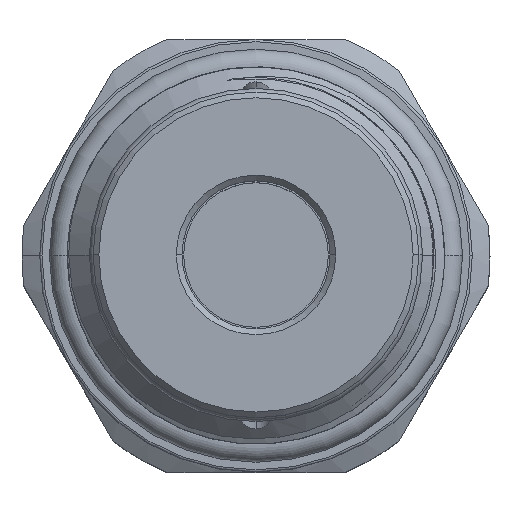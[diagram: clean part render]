
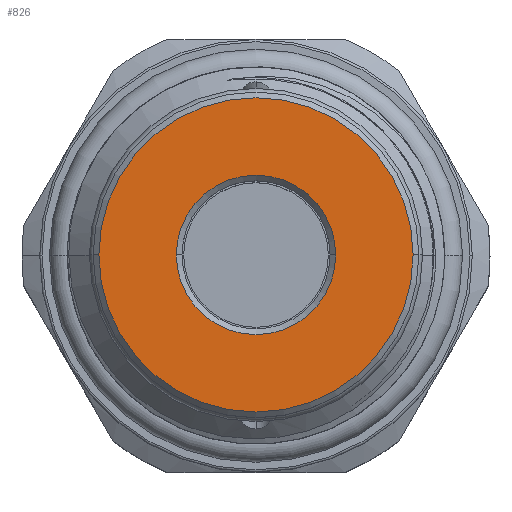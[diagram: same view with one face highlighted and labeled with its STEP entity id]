
A CAD part, top view. The second image highlights one B-rep face of the part: STEP entity #826.
In plain terms, the highlighted planar face has unit normal (0, 0, 1).
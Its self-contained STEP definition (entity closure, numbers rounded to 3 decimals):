
#162 = AXIS2_PLACEMENT_3D ( 'NONE', #5919, #8976, #11058 ) ;
#670 = PLANE ( 'NONE',  #10472 ) ;
#826 = ADVANCED_FACE ( 'NONE', ( #12354, #2931 ), #670, .T. ) ;
#1211 = CIRCLE ( 'NONE', #7576, 13.8 ) ;
#1542 = EDGE_CURVE ( 'NONE', #12349, #8224, #9666, .T. ) ;
#1912 = EDGE_LOOP ( 'NONE', ( #10498, #3416 ) ) ;
#2290 = CARTESIAN_POINT ( 'NONE',  ( 0., 0., 0. ) ) ;
#2436 = CARTESIAN_POINT ( 'NONE',  ( 0., 0., 0. ) ) ;
#2732 = CARTESIAN_POINT ( 'NONE',  ( 0., 0., 0. ) ) ;
#2773 = ORIENTED_EDGE ( 'NONE', *, *, #9562, .T. ) ;
#2931 = FACE_OUTER_BOUND ( 'NONE', #11876, .T. ) ;
#3021 = CARTESIAN_POINT ( 'NONE',  ( 0., 0., 0. ) ) ;
#3154 = CARTESIAN_POINT ( 'NONE',  ( 13.8, 0., 0. ) ) ;
#3276 = CARTESIAN_POINT ( 'NONE',  ( -13.8, 0., 0. ) ) ;
#3416 = ORIENTED_EDGE ( 'NONE', *, *, #1542, .T. ) ;
#3605 = EDGE_CURVE ( 'NONE', #8224, #12349, #5629, .T. ) ;
#4035 = DIRECTION ( 'NONE',  ( 0., 0., 1. ) ) ;
#4954 = AXIS2_PLACEMENT_3D ( 'NONE', #3021, #4035, #6174 ) ;
#5053 = CIRCLE ( 'NONE', #4954, 13.8 ) ;
#5556 = AXIS2_PLACEMENT_3D ( 'NONE', #2436, #9601, #9644 ) ;
#5629 = CIRCLE ( 'NONE', #5556, 7. ) ;
#5801 = DIRECTION ( 'NONE',  ( 0., 0., 1. ) ) ;
#5919 = CARTESIAN_POINT ( 'NONE',  ( 0., 0., 0. ) ) ;
#6174 = DIRECTION ( 'NONE',  ( 1., 0., 0. ) ) ;
#6361 = VERTEX_POINT ( 'NONE', #3276 ) ;
#7550 = ORIENTED_EDGE ( 'NONE', *, *, #12847, .T. ) ;
#7576 = AXIS2_PLACEMENT_3D ( 'NONE', #2290, #9447, #9827 ) ;
#8224 = VERTEX_POINT ( 'NONE', #10595 ) ;
#8976 = DIRECTION ( 'NONE',  ( 0., 0., -1. ) ) ;
#9447 = DIRECTION ( 'NONE',  ( 0., 0., 1. ) ) ;
#9562 = EDGE_CURVE ( 'NONE', #6361, #10779, #1211, .T. ) ;
#9601 = DIRECTION ( 'NONE',  ( 0., 0., -1. ) ) ;
#9644 = DIRECTION ( 'NONE',  ( 1., 0., 0. ) ) ;
#9666 = CIRCLE ( 'NONE', #162, 7. ) ;
#9827 = DIRECTION ( 'NONE',  ( 1., 0., 0. ) ) ;
#10472 = AXIS2_PLACEMENT_3D ( 'NONE', #2732, #5801, #12961 ) ;
#10498 = ORIENTED_EDGE ( 'NONE', *, *, #3605, .T. ) ;
#10595 = CARTESIAN_POINT ( 'NONE',  ( 7., 0., 0. ) ) ;
#10779 = VERTEX_POINT ( 'NONE', #3154 ) ;
#11058 = DIRECTION ( 'NONE',  ( 1., 0., 0. ) ) ;
#11876 = EDGE_LOOP ( 'NONE', ( #2773, #7550 ) ) ;
#12072 = CARTESIAN_POINT ( 'NONE',  ( -7., 0., 0. ) ) ;
#12349 = VERTEX_POINT ( 'NONE', #12072 ) ;
#12354 = FACE_BOUND ( 'NONE', #1912, .T. ) ;
#12847 = EDGE_CURVE ( 'NONE', #10779, #6361, #5053, .T. ) ;
#12961 = DIRECTION ( 'NONE',  ( 1., 0., 0. ) ) ;
